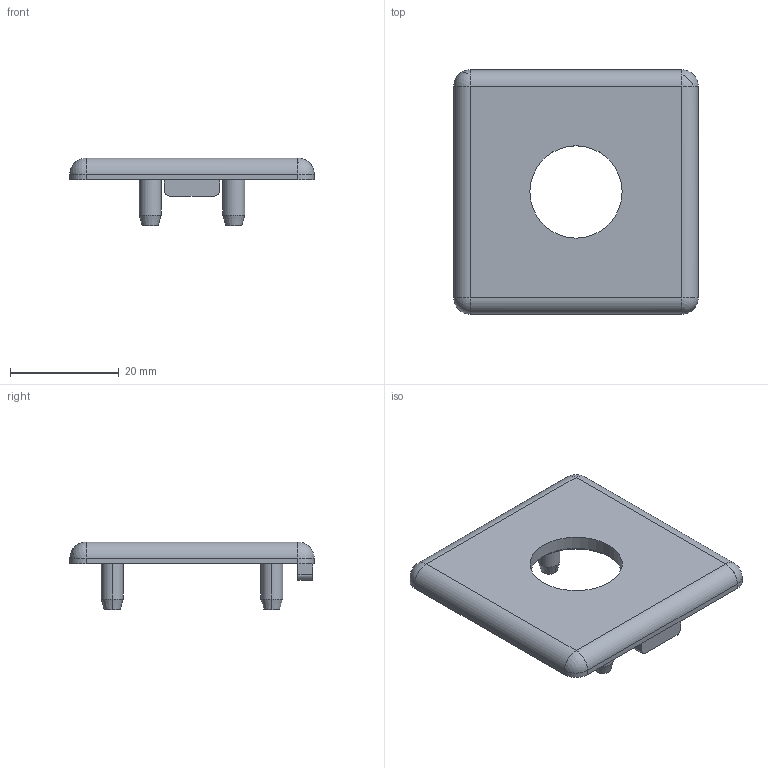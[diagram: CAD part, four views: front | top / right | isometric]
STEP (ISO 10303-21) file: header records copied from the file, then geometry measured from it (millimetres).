
FILE_DESCRIPTION (( 'STEP AP203' ), '1' );
FILE_NAME ('411548797_c_1.STEP', '2023-02-18T13:12:25', ( '' ), ( '' ), 'SwSTEP 2.0', 'SolidWorks 2014', '' );
FILE_SCHEMA (( 'CONFIG_CONTROL_DESIGN' ));
Length unit declared in the file: millimetre
Products named in the file (1): 411548797_c_1
Bounding box: 45 x 45 x 12.5 mm (x, y, z)
Volume: 6066.8 mm3; surface area: 4852.4 mm2
Topology: 1 solids, 1 shells, 67 faces, 161 edges, 99 vertices
Faces by surface type: cylinder 24, plane 19, cone 10, torus 8, sphere 6
Entity records: 2149 total; most frequent: CARTESIAN_POINT 488, DIRECTION 358, ORIENTED_EDGE 316, EDGE_CURVE 158, AXIS2_PLACEMENT_3D 144, VERTEX_POINT 98, CIRCLE 76, EDGE_LOOP 74
